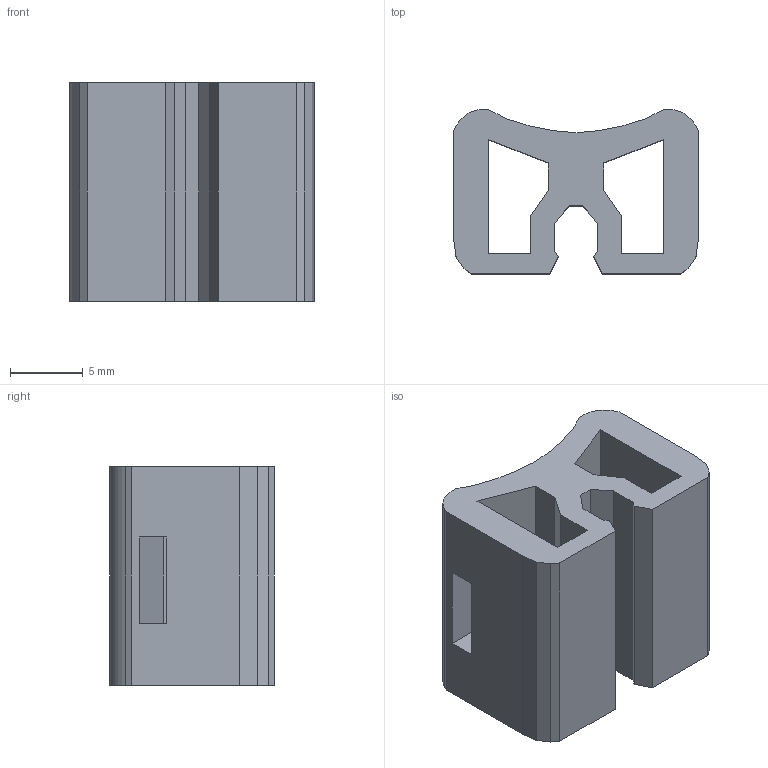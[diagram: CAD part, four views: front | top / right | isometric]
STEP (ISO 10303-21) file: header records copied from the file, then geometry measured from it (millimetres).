
FILE_DESCRIPTION (( 'STEP AP203' ), '1' );
FILE_NAME ('WD-CTCLAMP.step', '2023-02-22T17:41:45', ( '' ), ( '' ), 'SwSTEP 2.0', 'SolidWorks 2021', '' );
FILE_SCHEMA (( 'CONFIG_CONTROL_DESIGN' ));
Length unit declared in the file: inch
Products named in the file (1): WD-CTCLAMP
Bounding box: 16.8 x 11.29 x 15 mm (x, y, z)
Volume: 1626.4 mm3; surface area: 1828.7 mm2
Topology: 1 solids, 1 shells, 53 faces, 155 edges, 102 vertices
Faces by surface type: plane 49, cylinder 4
Entity records: 1820 total; most frequent: CARTESIAN_POINT 311, ORIENTED_EDGE 310, DIRECTION 271, EDGE_CURVE 155, VECTOR 147, LINE 147, VERTEX_POINT 102, AXIS2_PLACEMENT_3D 62
